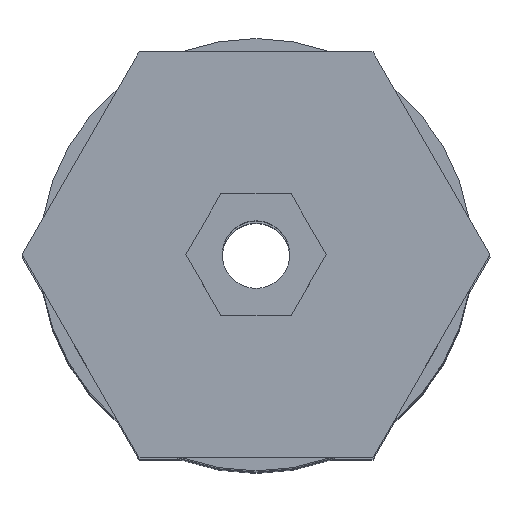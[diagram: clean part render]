
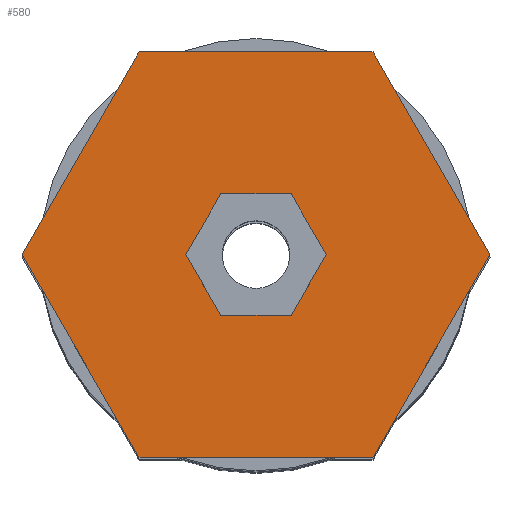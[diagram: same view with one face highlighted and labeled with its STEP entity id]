
A CAD part, top view. The second image highlights one B-rep face of the part: STEP entity #580.
In plain terms, the highlighted face is planar.
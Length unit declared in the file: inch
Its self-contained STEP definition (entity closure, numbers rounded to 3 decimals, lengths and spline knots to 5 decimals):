
#55=FACE_BOUND('',#155,.T.);
#79=PLANE('',#662);
#111=FACE_OUTER_BOUND('',#154,.T.);
#154=EDGE_LOOP('',(#511,#512,#513,#514,#515,#516));
#155=EDGE_LOOP('',(#517));
#193=LINE('',#955,#241);
#197=LINE('',#963,#245);
#200=LINE('',#969,#248);
#203=LINE('',#975,#251);
#206=LINE('',#981,#254);
#209=LINE('',#986,#257);
#241=VECTOR('',#781,0.3937);
#245=VECTOR('',#787,0.3937);
#248=VECTOR('',#792,0.3937);
#251=VECTOR('',#797,0.3937);
#254=VECTOR('',#802,0.3937);
#257=VECTOR('',#807,0.3937);
#272=CIRCLE('',#645,0.5);
#306=VERTEX_POINT('',#939);
#310=VERTEX_POINT('',#953);
#311=VERTEX_POINT('',#954);
#314=VERTEX_POINT('',#962);
#316=VERTEX_POINT('',#968);
#318=VERTEX_POINT('',#974);
#320=VERTEX_POINT('',#980);
#362=EDGE_CURVE('',#306,#306,#272,.T.);
#369=EDGE_CURVE('',#310,#311,#193,.T.);
#373=EDGE_CURVE('',#314,#310,#197,.T.);
#376=EDGE_CURVE('',#316,#314,#200,.T.);
#379=EDGE_CURVE('',#318,#316,#203,.T.);
#382=EDGE_CURVE('',#320,#318,#206,.T.);
#385=EDGE_CURVE('',#311,#320,#209,.T.);
#511=ORIENTED_EDGE('',*,*,#385,.F.);
#512=ORIENTED_EDGE('',*,*,#369,.F.);
#513=ORIENTED_EDGE('',*,*,#373,.F.);
#514=ORIENTED_EDGE('',*,*,#376,.F.);
#515=ORIENTED_EDGE('',*,*,#379,.F.);
#516=ORIENTED_EDGE('',*,*,#382,.F.);
#517=ORIENTED_EDGE('',*,*,#362,.T.);
#580=ADVANCED_FACE('',(#111,#55),#79,.F.);
#645=AXIS2_PLACEMENT_3D('',#940,#764,#765);
#662=AXIS2_PLACEMENT_3D('',#996,#820,#821);
#764=DIRECTION('center_axis',(0.,0.,1.));
#765=DIRECTION('ref_axis',(1.,0.,0.));
#781=DIRECTION('',(1.,0.,0.));
#787=DIRECTION('',(0.5,-0.866,0.));
#792=DIRECTION('',(-0.5,-0.866,0.));
#797=DIRECTION('',(-1.,0.,0.));
#802=DIRECTION('',(-0.5,0.866,0.));
#807=DIRECTION('',(0.5,0.866,0.));
#820=DIRECTION('center_axis',(0.,0.,1.));
#821=DIRECTION('ref_axis',(1.,0.,0.));
#939=CARTESIAN_POINT('',(-0.5,0.,0.));
#940=CARTESIAN_POINT('Origin',(0.,0.,0.));
#953=CARTESIAN_POINT('',(-1.08253,-1.875,0.));
#954=CARTESIAN_POINT('',(1.08253,-1.875,0.));
#955=CARTESIAN_POINT('',(-1.08253,-1.875,0.));
#962=CARTESIAN_POINT('',(-2.16506,0.,0.));
#963=CARTESIAN_POINT('',(-2.16506,0.,0.));
#968=CARTESIAN_POINT('',(-1.08253,1.875,0.));
#969=CARTESIAN_POINT('',(-1.08253,1.875,0.));
#974=CARTESIAN_POINT('',(1.08253,1.875,0.));
#975=CARTESIAN_POINT('',(1.08253,1.875,0.));
#980=CARTESIAN_POINT('',(2.16506,0.,0.));
#981=CARTESIAN_POINT('',(2.16506,0.,0.));
#986=CARTESIAN_POINT('',(1.08253,-1.875,0.));
#996=CARTESIAN_POINT('Origin',(0.,0.,0.));
